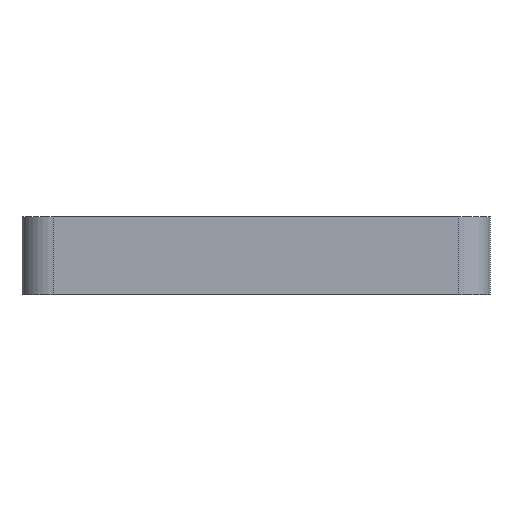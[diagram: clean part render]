
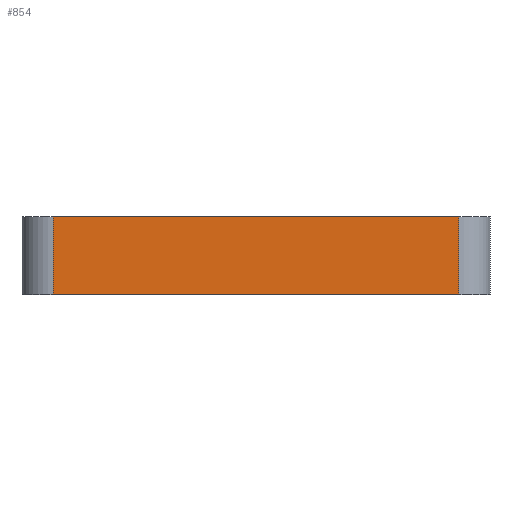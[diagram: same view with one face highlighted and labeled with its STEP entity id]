
A CAD part, left-side view. The second image highlights one B-rep face of the part: STEP entity #854.
In plain terms, the highlighted planar face has unit normal (-1, 0, 0).
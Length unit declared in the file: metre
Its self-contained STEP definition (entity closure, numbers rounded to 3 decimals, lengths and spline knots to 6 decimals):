
#43=LINE('',#1326,#107);
#55=LINE('',#1375,#119);
#56=LINE('',#1377,#120);
#57=LINE('',#1379,#121);
#107=VECTOR('',#1048,1.);
#119=VECTOR('',#1086,1.);
#120=VECTOR('',#1087,1.);
#121=VECTOR('',#1088,1.);
#204=ORIENTED_EDGE('',*,*,#416,.F.);
#205=ORIENTED_EDGE('',*,*,#440,.F.);
#206=ORIENTED_EDGE('',*,*,#441,.T.);
#207=ORIENTED_EDGE('',*,*,#442,.T.);
#416=EDGE_CURVE('',#534,#535,#43,.T.);
#440=EDGE_CURVE('',#558,#534,#55,.T.);
#441=EDGE_CURVE('',#558,#559,#56,.T.);
#442=EDGE_CURVE('',#559,#535,#57,.T.);
#534=VERTEX_POINT('',#1327);
#535=VERTEX_POINT('',#1328);
#558=VERTEX_POINT('',#1376);
#559=VERTEX_POINT('',#1378);
#670=EDGE_LOOP('',(#204,#205,#206,#207));
#754=FACE_BOUND('',#670,.T.);
#830=PLANE('',#939);
#854=ADVANCED_FACE('',(#754),#830,.T.);
#939=AXIS2_PLACEMENT_3D('',#1374,#1084,#1085);
#1048=DIRECTION('',(0.,-1.,0.));
#1084=DIRECTION('',(-1.,0.,0.));
#1085=DIRECTION('',(0.,0.,1.));
#1086=DIRECTION('',(0.,0.,1.));
#1087=DIRECTION('',(0.,-1.,0.));
#1088=DIRECTION('',(0.,0.,1.));
#1326=CARTESIAN_POINT('',(-0.055,0.,0.));
#1327=CARTESIAN_POINT('',(-0.055,0.026,0.));
#1328=CARTESIAN_POINT('',(-0.055,-0.026,0.));
#1374=CARTESIAN_POINT('',(-0.055,0.,-0.01));
#1375=CARTESIAN_POINT('',(-0.055,0.026,-0.01));
#1376=CARTESIAN_POINT('',(-0.055,0.026,-0.01));
#1377=CARTESIAN_POINT('',(-0.055,0.,-0.01));
#1378=CARTESIAN_POINT('',(-0.055,-0.026,-0.01));
#1379=CARTESIAN_POINT('',(-0.055,-0.026,-0.01));
